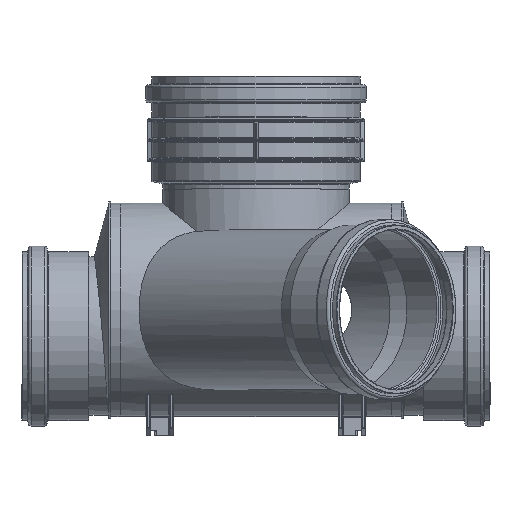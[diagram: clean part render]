
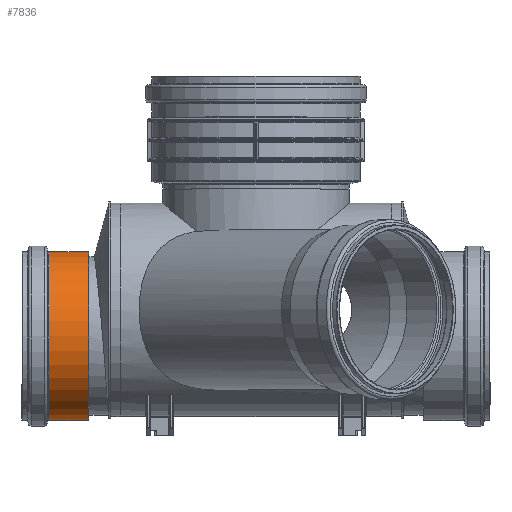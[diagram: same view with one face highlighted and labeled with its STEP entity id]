
A CAD part, top view. The second image highlights one B-rep face of the part: STEP entity #7836.
In plain terms, the highlighted cylindrical face has radius 167.8 mm (diameter 335.6 mm), a full revolution.
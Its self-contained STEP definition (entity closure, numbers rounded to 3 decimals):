
#939=CIRCLE('',#8887,167.8);
#940=CIRCLE('',#8889,167.8);
#941=CIRCLE('',#8890,167.8);
#1456=FACE_OUTER_BOUND('',#1937,.T.);
#1937=EDGE_LOOP('',(#6996,#6997,#6998,#6999,#7000));
#2335=LINE('',#17269,#2709);
#2709=VECTOR('',#11183,167.8);
#3559=VERTEX_POINT('',#17261);
#3560=VERTEX_POINT('',#17265);
#3561=VERTEX_POINT('',#17266);
#4716=EDGE_CURVE('',#3559,#3559,#939,.T.);
#4718=EDGE_CURVE('',#3560,#3561,#940,.T.);
#4719=EDGE_CURVE('',#3561,#3560,#941,.T.);
#4720=EDGE_CURVE('',#3561,#3559,#2335,.T.);
#6996=ORIENTED_EDGE('',*,*,#4718,.F.);
#6997=ORIENTED_EDGE('',*,*,#4719,.F.);
#6998=ORIENTED_EDGE('',*,*,#4720,.T.);
#6999=ORIENTED_EDGE('',*,*,#4716,.T.);
#7000=ORIENTED_EDGE('',*,*,#4720,.F.);
#7396=CYLINDRICAL_SURFACE('',#8888,167.8);
#7836=ADVANCED_FACE('',(#1456),#7396,.T.);
#8887=AXIS2_PLACEMENT_3D('',#17262,#11174,#11175);
#8888=AXIS2_PLACEMENT_3D('',#17264,#11177,#11178);
#8889=AXIS2_PLACEMENT_3D('',#17267,#11179,#11180);
#8890=AXIS2_PLACEMENT_3D('',#17268,#11181,#11182);
#11174=DIRECTION('center_axis',(0.,1.,0.));
#11175=DIRECTION('ref_axis',(1.,0.,0.));
#11177=DIRECTION('center_axis',(0.,1.,0.));
#11178=DIRECTION('ref_axis',(-1.,0.,0.));
#11179=DIRECTION('center_axis',(0.,1.,0.));
#11180=DIRECTION('ref_axis',(1.,0.,0.));
#11181=DIRECTION('center_axis',(0.,1.,0.));
#11182=DIRECTION('ref_axis',(1.,0.,0.));
#11183=DIRECTION('',(0.,-1.,0.));
#17261=CARTESIAN_POINT('',(167.8,63.033,0.));
#17262=CARTESIAN_POINT('Origin',(0.,63.033,0.));
#17264=CARTESIAN_POINT('Origin',(0.,102.6,0.));
#17265=CARTESIAN_POINT('',(0.,142.166,-167.8));
#17266=CARTESIAN_POINT('',(167.8,142.166,0.));
#17267=CARTESIAN_POINT('Origin',(0.,142.166,0.));
#17268=CARTESIAN_POINT('Origin',(0.,142.166,0.));
#17269=CARTESIAN_POINT('',(167.8,102.6,0.));
